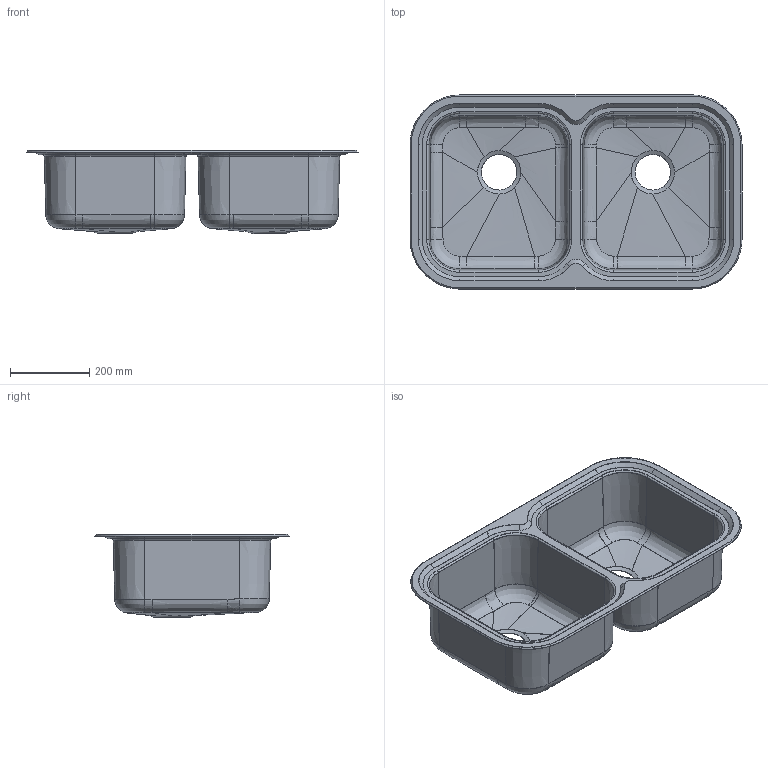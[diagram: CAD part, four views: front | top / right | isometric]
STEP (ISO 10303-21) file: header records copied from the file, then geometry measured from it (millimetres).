
FILE_DESCRIPTION(/* description */ (''),/* implementation_level */ '2;1');
FILE_NAME(/* name */ '8349B',/* time_stamp */ '2020-03-09T12:07:20+08:00',/* author */ (''),/* organization */ (''),/* preprocessor_version */ 'ST-DEVELOPER v9',/* originating_system */ 'UGS - NX 4.0',/* authorisation */ '');
FILE_SCHEMA (('AUTOMOTIVE_DESIGN { 1 0 10303 214 1 1 1 1 }'));
Length unit declared in the file: millimetre
Products named in the file (1): Admi6435wim1
Bounding box: 838 x 490 x 210 mm (x, y, z)
Volume: 849031.9 mm3; surface area: 1701461.8 mm2
Topology: 1 solids, 1 shells, 221 faces, 605 edges, 391 vertices
Faces by surface type: bspline 128, plane 43, cone 16, torus 16, cylinder 16, extrusion 2
Entity records: 13659 total; most frequent: CARTESIAN_POINT 9240, ORIENTED_EDGE 1190, EDGE_CURVE 595, DIRECTION 543, VERTEX_POINT 387, B_SPLINE_CURVE_WITH_KNOTS 282, EDGE_LOOP 236, ADVANCED_FACE 221
